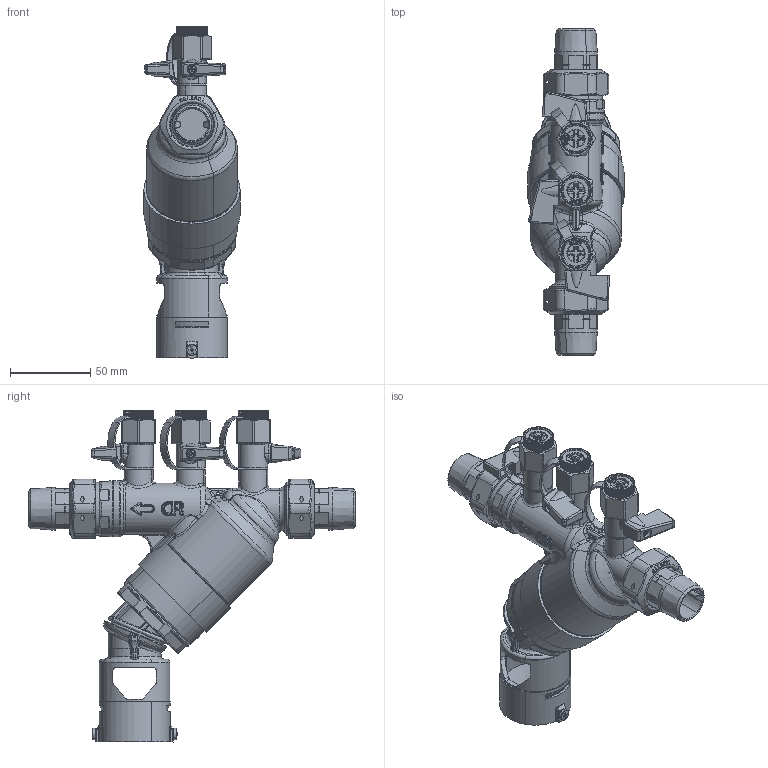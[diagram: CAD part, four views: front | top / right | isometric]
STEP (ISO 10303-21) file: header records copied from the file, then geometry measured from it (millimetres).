
FILE_DESCRIPTION(('CATIA V5 STEP Exchange'),'2;1');
FILE_NAME('XXXXXX (STP).stp','2016-04-13T15:26:58+00:00',('none'),('none'),'CATIA Version 5-6 Release 2014 SP5','CATIA V5 STEP AP203','none');
FILE_SCHEMA(('CONFIG_CONTROL_DESIGN'));
Length unit declared in the file: millimetre
Products named in the file (1): 580050 - TST
Bounding box: 59.99 x 203.5 x 206.78 mm (x, y, z)
Volume: 440410.2 mm3; surface area: 100034.8 mm2
Topology: 1 solids, 19 shells, 3906 faces, 10387 edges, 6532 vertices
Faces by surface type: plane 1759, cylinder 973, bspline 597, cone 284, torus 237, sphere 40, revolution 16
Entity records: 154975 total; most frequent: CARTESIAN_POINT 72496, ORIENTED_EDGE 20644, DIRECTION 10983, EDGE_CURVE 10322, VERTEX_POINT 6532, AXIS2_PLACEMENT_3D 4680, VECTOR 4087, LINE 4087
